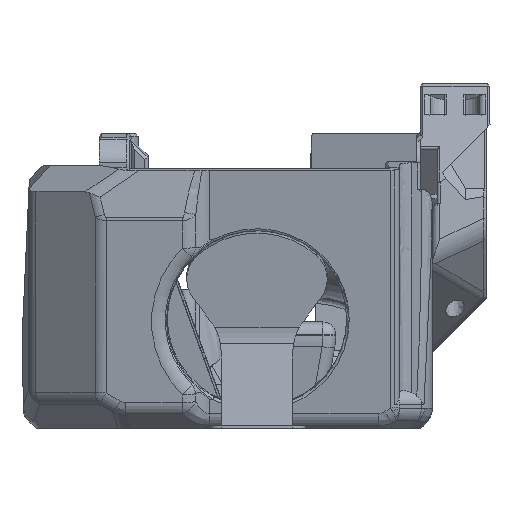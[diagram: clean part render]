
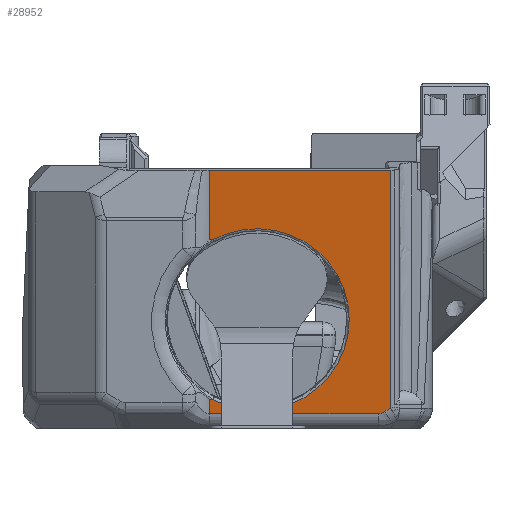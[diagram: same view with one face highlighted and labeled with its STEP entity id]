
A CAD part, left-side view. The second image highlights one B-rep face of the part: STEP entity #28952.
In plain terms, the highlighted planar face has unit normal (-0.985, 0, -0.174).
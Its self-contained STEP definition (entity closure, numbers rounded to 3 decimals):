
#316=CIRCLE('',#30505,14.4);
#1992=B_SPLINE_CURVE_WITH_KNOTS('',3,(#49187,#49188,#49189,#49190),
 .UNSPECIFIED.,.F.,.F.,(4,4),(0.,0.382),.UNSPECIFIED.);
#2005=B_SPLINE_CURVE_WITH_KNOTS('',3,(#49479,#49480,#49481,#49482),
 .UNSPECIFIED.,.F.,.F.,(4,4),(0.618,1.),.UNSPECIFIED.);
#2592=ELLIPSE('',#31134,3.203,2.);
#6552=ORIENTED_EDGE('',*,*,#13656,.F.);
#6553=ORIENTED_EDGE('',*,*,#12634,.T.);
#6554=ORIENTED_EDGE('',*,*,#13784,.T.);
#6555=ORIENTED_EDGE('',*,*,#13785,.F.);
#6556=ORIENTED_EDGE('',*,*,#13786,.T.);
#6557=ORIENTED_EDGE('',*,*,#13787,.T.);
#6558=ORIENTED_EDGE('',*,*,#13788,.F.);
#6559=ORIENTED_EDGE('',*,*,#13789,.T.);
#6560=ORIENTED_EDGE('',*,*,#13247,.F.);
#6561=ORIENTED_EDGE('',*,*,#13272,.F.);
#12634=EDGE_CURVE('',#16751,#16750,#316,.T.);
#13247=EDGE_CURVE('',#17166,#17167,#19671,.T.);
#13272=EDGE_CURVE('',#17184,#17166,#19690,.T.);
#13656=EDGE_CURVE('',#16751,#17184,#1992,.F.);
#13784=EDGE_CURVE('',#16750,#17544,#2005,.T.);
#13785=EDGE_CURVE('',#17545,#17544,#20026,.T.);
#13786=EDGE_CURVE('',#17545,#17546,#20027,.T.);
#13787=EDGE_CURVE('',#17546,#17547,#2592,.T.);
#13788=EDGE_CURVE('',#17548,#17547,#20028,.T.);
#13789=EDGE_CURVE('',#17548,#17167,#20029,.T.);
#16750=VERTEX_POINT('',#44933);
#16751=VERTEX_POINT('',#44935);
#17166=VERTEX_POINT('',#47490);
#17167=VERTEX_POINT('',#47492);
#17184=VERTEX_POINT('',#47551);
#17544=VERTEX_POINT('',#49483);
#17545=VERTEX_POINT('',#49485);
#17546=VERTEX_POINT('',#49487);
#17547=VERTEX_POINT('',#49489);
#17548=VERTEX_POINT('',#49491);
#19671=LINE('',#47491,#22120);
#19690=LINE('',#47552,#22139);
#20026=LINE('',#49484,#22475);
#20027=LINE('',#49486,#22476);
#20028=LINE('',#49490,#22477);
#20029=LINE('',#49492,#22478);
#22120=VECTOR('',#35102,1000.);
#22139=VECTOR('',#35139,1000.);
#22475=VECTOR('',#35943,1000.);
#22476=VECTOR('',#35944,1000.);
#22477=VECTOR('',#35947,1000.);
#22478=VECTOR('',#35948,1000.);
#24539=EDGE_LOOP('',(#6552,#6553,#6554,#6555,#6556,#6557,#6558,#6559,#6560,
#6561));
#26345=FACE_BOUND('',#24539,.T.);
#27760=PLANE('',#31133);
#28952=ADVANCED_FACE('',(#26345),#27760,.F.);
#30505=AXIS2_PLACEMENT_3D('',#44934,#34075,#34076);
#31133=AXIS2_PLACEMENT_3D('',#49478,#35941,#35942);
#31134=AXIS2_PLACEMENT_3D('',#49488,#35945,#35946);
#34075=DIRECTION('',(0.985,0.,0.174));
#34076=DIRECTION('',(0.174,0.,-0.985));
#35102=DIRECTION('',(0.,-1.,0.));
#35139=DIRECTION('',(-0.174,0.,0.985));
#35941=DIRECTION('',(0.985,0.,0.174));
#35942=DIRECTION('',(-0.174,0.,0.985));
#35943=DIRECTION('',(-0.174,0.,0.985));
#35944=DIRECTION('',(0.,-1.,0.));
#35945=DIRECTION('',(-0.985,0.,-0.174));
#35946=DIRECTION('',(-0.165,-0.304,0.938));
#35947=DIRECTION('',(0.097,0.829,-0.551));
#35948=DIRECTION('',(-0.174,0.,0.985));
#44933=CARTESIAN_POINT('',(-28.264,11.767,4.533));
#44934=CARTESIAN_POINT('',(-30.458,4.853,16.973));
#44935=CARTESIAN_POINT('',(-32.651,11.767,29.413));
#47490=CARTESIAN_POINT('',(-34.572,12.27,40.304));
#47491=CARTESIAN_POINT('',(-34.572,24.853,40.304));
#47492=CARTESIAN_POINT('',(-34.572,-16.002,40.304));
#47551=CARTESIAN_POINT('',(-32.66,12.27,29.463));
#47552=CARTESIAN_POINT('',(-31.185,12.27,21.099));
#49187=CARTESIAN_POINT('',(-32.66,12.27,29.463));
#49188=CARTESIAN_POINT('',(-32.657,12.102,29.442));
#49189=CARTESIAN_POINT('',(-32.654,11.935,29.425));
#49190=CARTESIAN_POINT('',(-32.651,11.767,29.413));
#49478=CARTESIAN_POINT('',(-31.185,24.853,21.099));
#49479=CARTESIAN_POINT('',(-28.264,11.767,4.533));
#49480=CARTESIAN_POINT('',(-28.262,11.935,4.52));
#49481=CARTESIAN_POINT('',(-28.259,12.102,4.503));
#49482=CARTESIAN_POINT('',(-28.255,12.27,4.482));
#49483=CARTESIAN_POINT('',(-28.255,12.27,4.482));
#49484=CARTESIAN_POINT('',(-31.185,12.27,21.099));
#49485=CARTESIAN_POINT('',(-27.864,12.27,2.262));
#49486=CARTESIAN_POINT('',(-27.864,-14.655,2.262));
#49487=CARTESIAN_POINT('',(-27.864,-14.07,2.262));
#49488=CARTESIAN_POINT('',(-28.404,-14.652,5.326));
#49489=CARTESIAN_POINT('',(-27.923,-15.07,2.597));
#49490=CARTESIAN_POINT('',(-27.821,-14.199,2.018));
#49491=CARTESIAN_POINT('',(-28.032,-16.002,3.216));
#49492=CARTESIAN_POINT('',(-7.663,-16.002,-112.301));
